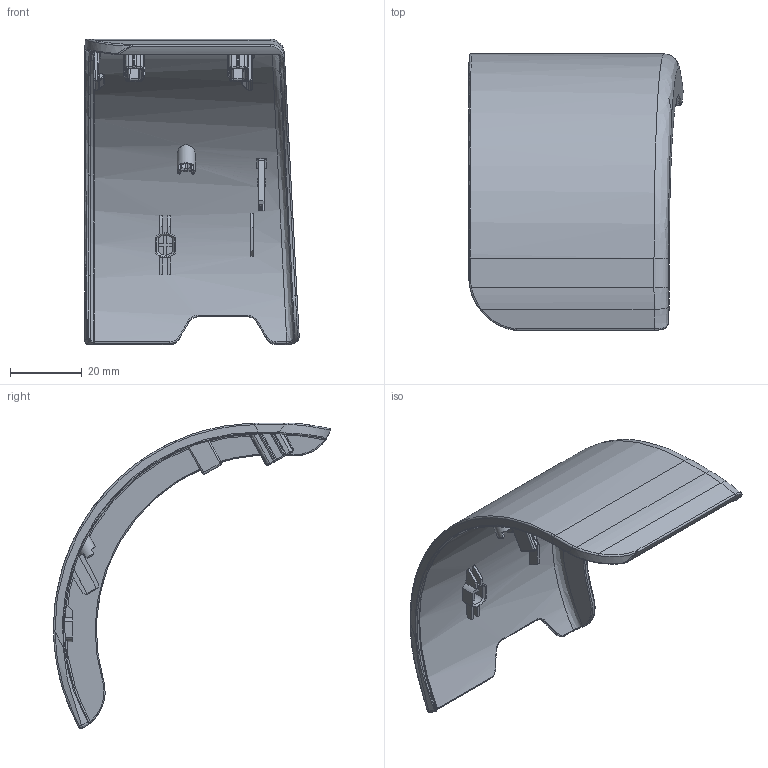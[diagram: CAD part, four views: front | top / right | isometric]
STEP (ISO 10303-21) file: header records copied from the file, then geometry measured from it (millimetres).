
FILE_DESCRIPTION(/* description */ (''),/* implementation_level */ '2;1');
FILE_NAME(/* name */ '920a8e87-ea36-4fc9-9b60-f3d8ce457a86.stp',/* time_stamp */ '2019-09-01T13:47:56-06:00',/* author */ ('sridharPR5JY'),/* organization */ (''),/* preprocessor_version */ 'ST-DEVELOPER v18',/* originating_system */ 'Autodesk Translation Framework v8.2.0.1029',/* authorisation */ '');
FILE_SCHEMA (('AUTOMOTIVE_DESIGN { 1 0 10303 214 3 1 1 }'));
Products named in the file (1): BUMP_COVER_REAR_LEFT
Bounding box: 59.86 x 77.39 x 85.43 mm (x, y, z)
Volume: 14669.6 mm3; surface area: 19795.4 mm2
Topology: 1 solids, 1 shells, 778 faces, 1957 edges, 1188 vertices
Faces by surface type: plane 267, cylinder 242, bspline 237, torus 19, cone 12, sphere 1
Full cylindrical faces by diameter (mm): 5 x1
Entity records: 43359 total; most frequent: CARTESIAN_POINT 25972, ORIENTED_EDGE 3912, DIRECTION 3356, EDGE_CURVE 1956, AXIS2_PLACEMENT_3D 1266, VERTEX_POINT 1188, LINE 824, VECTOR 824
